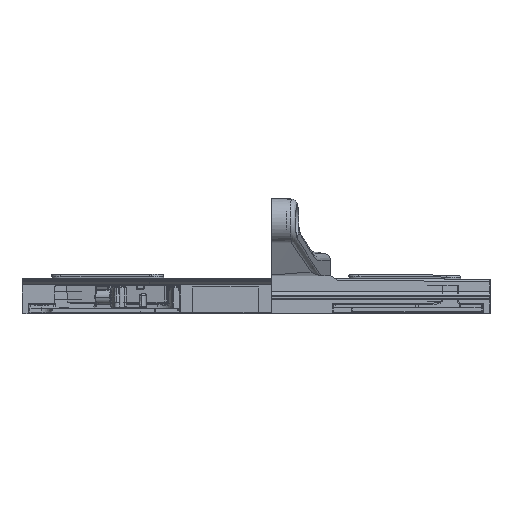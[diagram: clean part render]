
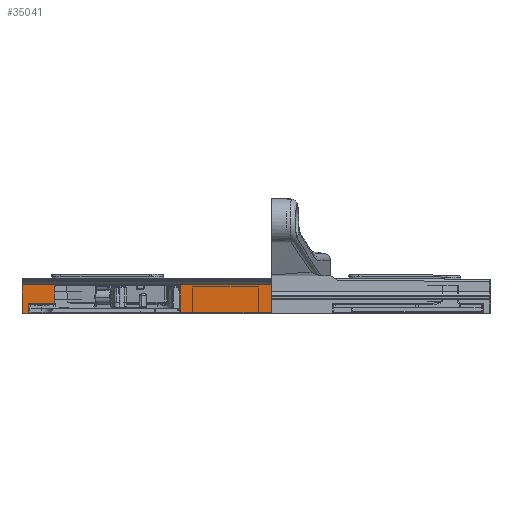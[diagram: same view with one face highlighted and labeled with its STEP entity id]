
A CAD part, left-side view. The second image highlights one B-rep face of the part: STEP entity #35041.
In plain terms, the highlighted face is planar.
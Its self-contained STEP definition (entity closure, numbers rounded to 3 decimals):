
#254 = DIRECTION ( 'NONE',  ( 0., 1., 0. ) ) ;
#657 = EDGE_CURVE ( 'NONE', #8442, #27689, #3172, .T. ) ;
#693 = LINE ( 'NONE', #15303, #35081 ) ;
#1368 = CARTESIAN_POINT ( 'NONE',  ( 6.97, 63.986, 6.805 ) ) ;
#1739 = VERTEX_POINT ( 'NONE', #32173 ) ;
#1861 = PLANE ( 'NONE',  #24119 ) ;
#2087 = DIRECTION ( 'NONE',  ( -0.035, 0.009, -0.999 ) ) ;
#2183 = CARTESIAN_POINT ( 'NONE',  ( 6.964, 8.396, 6.619 ) ) ;
#2330 = ORIENTED_EDGE ( 'NONE', *, *, #27781, .T. ) ;
#2483 = LINE ( 'NONE', #29297, #18042 ) ;
#3105 = DIRECTION ( 'NONE',  ( 0., 1., 0. ) ) ;
#3119 = VERTEX_POINT ( 'NONE', #14024 ) ;
#3172 = LINE ( 'NONE', #36497, #27085 ) ;
#3289 = ORIENTED_EDGE ( 'NONE', *, *, #25988, .T. ) ;
#3395 = CARTESIAN_POINT ( 'NONE',  ( 6.732, 0., 0. ) ) ;
#4139 = LINE ( 'NONE', #1368, #16257 ) ;
#4405 = DIRECTION ( 'NONE',  ( -0.035, 0., -0.999 ) ) ;
#4468 = VECTOR ( 'NONE', #3105, 1000. ) ;
#4511 = EDGE_CURVE ( 'NONE', #38173, #1739, #4139, .T. ) ;
#4690 = VECTOR ( 'NONE', #254, 1000. ) ;
#5092 = CARTESIAN_POINT ( 'NONE',  ( 6.829, 8.362, 2.773 ) ) ;
#5239 = ORIENTED_EDGE ( 'NONE', *, *, #19936, .T. ) ;
#5381 = DIRECTION ( 'NONE',  ( -0.035, 0., -0.999 ) ) ;
#5821 = VERTEX_POINT ( 'NONE', #7217 ) ;
#6769 =( BOUNDED_CURVE ( )  B_SPLINE_CURVE ( 3, ( #36827, #25587, #31497, #25388 ),
 .UNSPECIFIED., .F., .F. ) 
 B_SPLINE_CURVE_WITH_KNOTS ( ( 4, 4 ),
 ( 0., 1.571 ),
 .UNSPECIFIED. ) 
 CURVE ( )  GEOMETRIC_REPRESENTATION_ITEM ( )  RATIONAL_B_SPLINE_CURVE ( ( 1., 0.805, 0.805, 1. ) ) 
 REPRESENTATION_ITEM ( '' )  );
#7008 = EDGE_CURVE ( 'NONE', #5821, #28801, #17901, .T. ) ;
#7115 = CARTESIAN_POINT ( 'NONE',  ( 6.835, 8.364, 2.947 ) ) ;
#7217 = CARTESIAN_POINT ( 'NONE',  ( 6.98, 8.697, 7.1 ) ) ;
#7858 = CARTESIAN_POINT ( 'NONE',  ( 6.98, 8.697, 7.1 ) ) ;
#8110 = DIRECTION ( 'NONE',  ( 0.035, 0.009, 0.999 ) ) ;
#8200 = ORIENTED_EDGE ( 'NONE', *, *, #25405, .T. ) ;
#8442 = VERTEX_POINT ( 'NONE', #27096 ) ;
#9332 =( BOUNDED_CURVE ( )  B_SPLINE_CURVE ( 3, ( #19910, #23440, #5092, #32688 ),
 .UNSPECIFIED., .F., .F. ) 
 B_SPLINE_CURVE_WITH_KNOTS ( ( 4, 4 ),
 ( 0., 1.562 ),
 .UNSPECIFIED. ) 
 CURVE ( )  GEOMETRIC_REPRESENTATION_ITEM ( )  RATIONAL_B_SPLINE_CURVE ( ( 1., 0.807, 0.807, 1. ) ) 
 REPRESENTATION_ITEM ( '' )  );
#9510 = ORIENTED_EDGE ( 'NONE', *, *, #7008, .T. ) ;
#9722 = EDGE_CURVE ( 'NONE', #3119, #38173, #693, .T. ) ;
#9938 = CARTESIAN_POINT ( 'NONE',  ( 6.825, 1.6, 2.65 ) ) ;
#11220 = CARTESIAN_POINT ( 'NONE',  ( 6.976, 8.399, 6.977 ) ) ;
#12314 =( BOUNDED_CURVE ( )  B_SPLINE_CURVE ( 3, ( #28968, #11220, #23262, #7858 ),
 .UNSPECIFIED., .F., .T. ) 
 B_SPLINE_CURVE_WITH_KNOTS ( ( 4, 4 ),
 ( 1.58, 3.142 ),
 .UNSPECIFIED. ) 
 CURVE ( )  GEOMETRIC_REPRESENTATION_ITEM ( )  RATIONAL_B_SPLINE_CURVE ( ( 1., 0.807, 0.807, 1. ) ) 
 REPRESENTATION_ITEM ( '' )  );
#12327 = VECTOR ( 'NONE', #4405, 1000. ) ;
#12649 = LINE ( 'NONE', #16005, #32706 ) ;
#12673 = LINE ( 'NONE', #3395, #4690 ) ;
#12683 = ORIENTED_EDGE ( 'NONE', *, *, #657, .T. ) ;
#12734 = ORIENTED_EDGE ( 'NONE', *, *, #33434, .T. ) ;
#13032 = DIRECTION ( 'NONE',  ( 0., 1., 0. ) ) ;
#13998 = ORIENTED_EDGE ( 'NONE', *, *, #26438, .T. ) ;
#14024 = CARTESIAN_POINT ( 'NONE',  ( 6.989, 0.01, 7.362 ) ) ;
#14143 = LINE ( 'NONE', #23244, #4468 ) ;
#14738 = EDGE_CURVE ( 'NONE', #3119, #26393, #2483, .T. ) ;
#15303 = CARTESIAN_POINT ( 'NONE',  ( 6.989, 0., 7.362 ) ) ;
#15460 = ORIENTED_EDGE ( 'NONE', *, *, #14738, .T. ) ;
#16005 = CARTESIAN_POINT ( 'NONE',  ( 6.742, 63.926, 0.29 ) ) ;
#16183 = DIRECTION ( 'NONE',  ( -0.035, -0.009, -0.999 ) ) ;
#16257 = VECTOR ( 'NONE', #16183, 1000. ) ;
#17662 = EDGE_CURVE ( 'NONE', #20530, #1739, #12649, .T. ) ;
#17820 = CARTESIAN_POINT ( 'NONE',  ( 6.825, 8.064, 2.65 ) ) ;
#17901 = LINE ( 'NONE', #21231, #36976 ) ;
#18019 = VECTOR ( 'NONE', #8110, 1000. ) ;
#18042 = VECTOR ( 'NONE', #2087, 1000. ) ;
#18799 = ORIENTED_EDGE ( 'NONE', *, *, #25059, .T. ) ;
#19424 = LINE ( 'NONE', #35298, #12327 ) ;
#19910 = CARTESIAN_POINT ( 'NONE',  ( 6.825, 8.064, 2.65 ) ) ;
#19936 = EDGE_CURVE ( 'NONE', #27689, #20777, #14143, .T. ) ;
#20530 = VERTEX_POINT ( 'NONE', #34559 ) ;
#20777 = VERTEX_POINT ( 'NONE', #17820 ) ;
#21231 = CARTESIAN_POINT ( 'NONE',  ( 6.98, 8.4, 7.1 ) ) ;
#22234 = CARTESIAN_POINT ( 'NONE',  ( 6.732, 0.074, 0. ) ) ;
#22604 = VERTEX_POINT ( 'NONE', #32016 ) ;
#22706 = VERTEX_POINT ( 'NONE', #32597 ) ;
#23244 = CARTESIAN_POINT ( 'NONE',  ( 6.825, 1.6, 2.65 ) ) ;
#23262 = CARTESIAN_POINT ( 'NONE',  ( 6.98, 8.523, 7.1 ) ) ;
#23355 = FACE_OUTER_BOUND ( 'NONE', #26067, .T. ) ;
#23440 = CARTESIAN_POINT ( 'NONE',  ( 6.825, 8.238, 2.65 ) ) ;
#23808 = DIRECTION ( 'NONE',  ( 0., 1., 0. ) ) ;
#24119 = AXIS2_PLACEMENT_3D ( 'NONE', #35362, #32395, #5381 ) ;
#25059 = EDGE_CURVE ( 'NONE', #28586, #22604, #32538, .T. ) ;
#25388 = CARTESIAN_POINT ( 'NONE',  ( 6.743, 1.6, 0.3 ) ) ;
#25405 = EDGE_CURVE ( 'NONE', #22604, #5821, #12314, .T. ) ;
#25587 = CARTESIAN_POINT ( 'NONE',  ( 6.732, 1.476, 0. ) ) ;
#25988 = EDGE_CURVE ( 'NONE', #26393, #22706, #12673, .T. ) ;
#26067 = EDGE_LOOP ( 'NONE', ( #2330, #35853, #36345, #38038, #15460, #3289, #13998, #12683, #5239, #12734, #18799, #8200, #9510 ) ) ;
#26393 = VERTEX_POINT ( 'NONE', #22234 ) ;
#26438 = EDGE_CURVE ( 'NONE', #22706, #8442, #6769, .T. ) ;
#27085 = VECTOR ( 'NONE', #27621, 1000. ) ;
#27096 = CARTESIAN_POINT ( 'NONE',  ( 6.743, 1.6, 0.3 ) ) ;
#27621 = DIRECTION ( 'NONE',  ( 0.035, 0., 0.999 ) ) ;
#27689 = VERTEX_POINT ( 'NONE', #9938 ) ;
#27781 = EDGE_CURVE ( 'NONE', #28801, #20530, #19424, .T. ) ;
#28586 = VERTEX_POINT ( 'NONE', #7115 ) ;
#28801 = VERTEX_POINT ( 'NONE', #34223 ) ;
#28968 = CARTESIAN_POINT ( 'NONE',  ( 6.97, 8.397, 6.803 ) ) ;
#29297 = CARTESIAN_POINT ( 'NONE',  ( 7.019, 0.002, 8.22 ) ) ;
#30867 = DIRECTION ( 'NONE',  ( 0., 1., 0. ) ) ;
#31267 = CARTESIAN_POINT ( 'NONE',  ( 6.989, 63.99, 7.362 ) ) ;
#31497 = CARTESIAN_POINT ( 'NONE',  ( 6.737, 1.6, 0.124 ) ) ;
#32016 = CARTESIAN_POINT ( 'NONE',  ( 6.97, 8.397, 6.803 ) ) ;
#32173 = CARTESIAN_POINT ( 'NONE',  ( 6.742, 63.929, 0.29 ) ) ;
#32395 = DIRECTION ( 'NONE',  ( 0.999, 0., -0.035 ) ) ;
#32538 = LINE ( 'NONE', #2183, #18019 ) ;
#32597 = CARTESIAN_POINT ( 'NONE',  ( 6.732, 1.3, 0. ) ) ;
#32688 = CARTESIAN_POINT ( 'NONE',  ( 6.835, 8.364, 2.947 ) ) ;
#32706 = VECTOR ( 'NONE', #13032, 1000. ) ;
#33434 = EDGE_CURVE ( 'NONE', #20777, #28586, #9332, .T. ) ;
#34223 = CARTESIAN_POINT ( 'NONE',  ( 6.98, 40.7, 7.1 ) ) ;
#34559 = CARTESIAN_POINT ( 'NONE',  ( 6.742, 40.7, 0.29 ) ) ;
#35041 = ADVANCED_FACE ( 'NONE', ( #23355 ), #1861, .T. ) ;
#35081 = VECTOR ( 'NONE', #30867, 1000. ) ;
#35298 = CARTESIAN_POINT ( 'NONE',  ( 6.743, 40.7, 0.3 ) ) ;
#35362 = CARTESIAN_POINT ( 'NONE',  ( 6.989, 0., 7.362 ) ) ;
#35853 = ORIENTED_EDGE ( 'NONE', *, *, #17662, .T. ) ;
#36345 = ORIENTED_EDGE ( 'NONE', *, *, #4511, .F. ) ;
#36497 = CARTESIAN_POINT ( 'NONE',  ( 6.735, 1.6, 0.065 ) ) ;
#36827 = CARTESIAN_POINT ( 'NONE',  ( 6.732, 1.3, 0. ) ) ;
#36976 = VECTOR ( 'NONE', #23808, 1000. ) ;
#38038 = ORIENTED_EDGE ( 'NONE', *, *, #9722, .F. ) ;
#38173 = VERTEX_POINT ( 'NONE', #31267 ) ;
